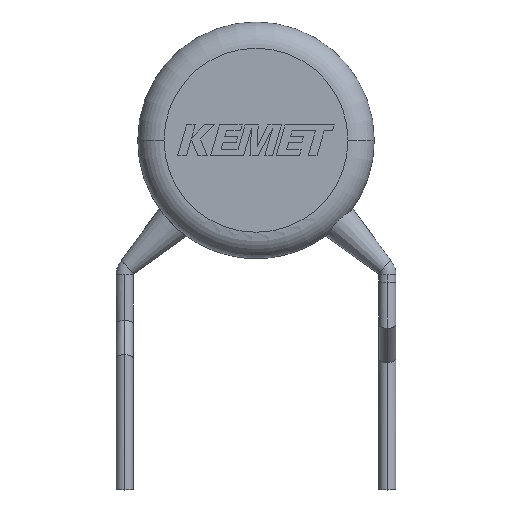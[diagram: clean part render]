
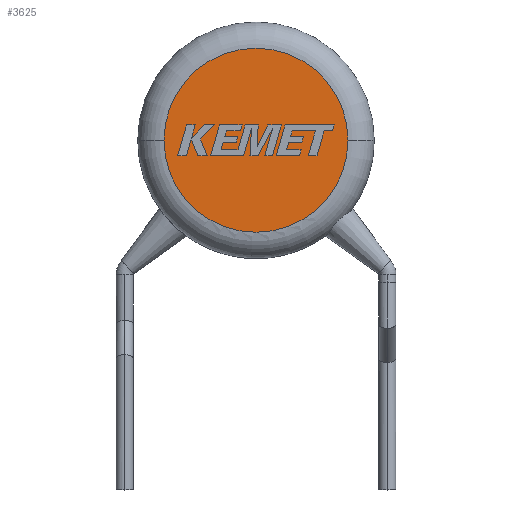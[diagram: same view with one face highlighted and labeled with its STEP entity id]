
A CAD part, top view. The second image highlights one B-rep face of the part: STEP entity #3625.
In plain terms, the highlighted planar face has unit normal (0, 0, 1).
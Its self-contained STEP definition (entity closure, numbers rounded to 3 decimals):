
#62 = DIRECTION ( 'NONE',  ( 1., 0., 0. ) ) ;
#487 = DIRECTION ( 'NONE',  ( 0., 0., 1. ) ) ;
#693 = CIRCLE ( 'NONE', #2260, 3.5 ) ;
#1049 = ORIENTED_EDGE ( 'NONE', *, *, #2141, .T. ) ;
#1076 = AXIS2_PLACEMENT_3D ( 'NONE', #3747, #487, #4092 ) ;
#1127 = CARTESIAN_POINT ( 'NONE',  ( -3.5, 0., 5.5 ) ) ;
#1339 = CARTESIAN_POINT ( 'NONE',  ( 3.5, 0., 5.5 ) ) ;
#1368 = CARTESIAN_POINT ( 'NONE',  ( 0., 0., 5.5 ) ) ;
#1462 = PLANE ( 'NONE',  #1076 ) ;
#1532 = VERTEX_POINT ( 'NONE', #1127 ) ;
#1744 = DIRECTION ( 'NONE',  ( 0., 0., 1. ) ) ;
#1959 = EDGE_LOOP ( 'NONE', ( #3794, #1049 ) ) ;
#2022 = AXIS2_PLACEMENT_3D ( 'NONE', #2414, #3401, #3710 ) ;
#2141 = EDGE_CURVE ( 'NONE', #1532, #2243, #3473, .T. ) ;
#2243 = VERTEX_POINT ( 'NONE', #1339 ) ;
#2260 = AXIS2_PLACEMENT_3D ( 'NONE', #1368, #1744, #62 ) ;
#2414 = CARTESIAN_POINT ( 'NONE',  ( 0., 0., 5.5 ) ) ;
#2630 = EDGE_CURVE ( 'NONE', #2243, #1532, #693, .T. ) ;
#2936 = FACE_OUTER_BOUND ( 'NONE', #1959, .T. ) ;
#3401 = DIRECTION ( 'NONE',  ( 0., 0., 1. ) ) ;
#3473 = CIRCLE ( 'NONE', #2022, 3.5 ) ;
#3625 = ADVANCED_FACE ( 'NONE', ( #2936 ), #1462, .T. ) ;
#3710 = DIRECTION ( 'NONE',  ( 1., 0., 0. ) ) ;
#3747 = CARTESIAN_POINT ( 'NONE',  ( 0., 0., 5.5 ) ) ;
#3794 = ORIENTED_EDGE ( 'NONE', *, *, #2630, .T. ) ;
#4092 = DIRECTION ( 'NONE',  ( 1., 0., 0. ) ) ;
